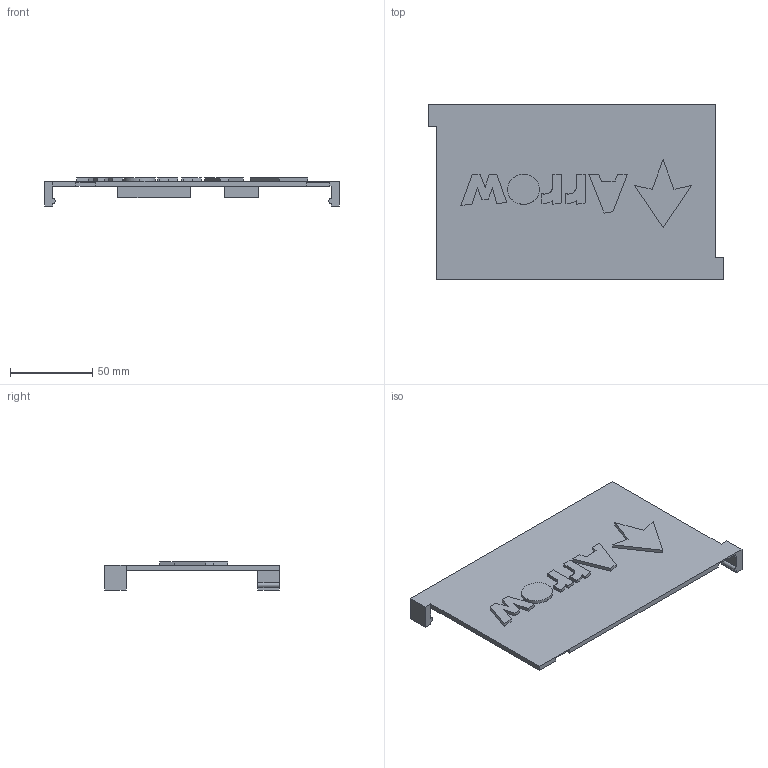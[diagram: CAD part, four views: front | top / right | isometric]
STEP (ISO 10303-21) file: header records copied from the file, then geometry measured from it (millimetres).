
FILE_DESCRIPTION(/* description */ (''),/* implementation_level */ '2;1');
FILE_NAME(/* name */ 'Top.step',/* time_stamp */ '2024-07-20T16:05:59+01:00',/* author */ (''),/* organization */ (''),/* preprocessor_version */ 'ST-DEVELOPER v20',/* originating_system */ 'Autodesk Translation Framework v13.14.0.145',/* authorisation */ '');
FILE_SCHEMA (('AUTOMOTIVE_DESIGN { 1 0 10303 214 3 1 1 }'));
Length unit declared in the file: millimetre
Products named in the file (1): Top
Bounding box: 179 x 106 x 17 mm (x, y, z)
Volume: 61423.3 mm3; surface area: 40856.1 mm2
Topology: 1 solids, 1 shells, 104 faces, 286 edges, 190 vertices
Faces by surface type: plane 86, bspline 16, cylinder 2
Entity records: 3319 total; most frequent: CARTESIAN_POINT 789, ORIENTED_EDGE 572, DIRECTION 436, EDGE_CURVE 286, LINE 250, VECTOR 250, VERTEX_POINT 190, EDGE_LOOP 110
